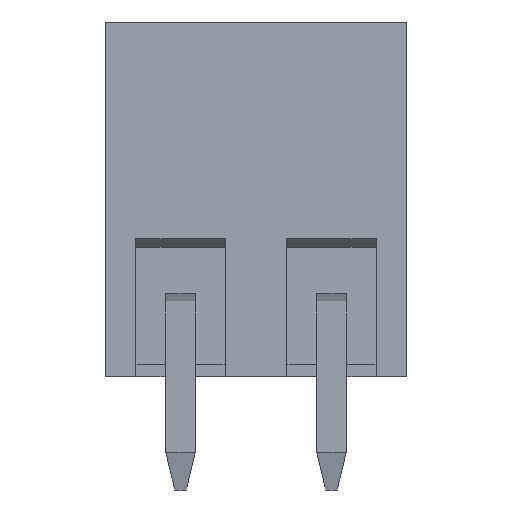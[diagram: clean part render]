
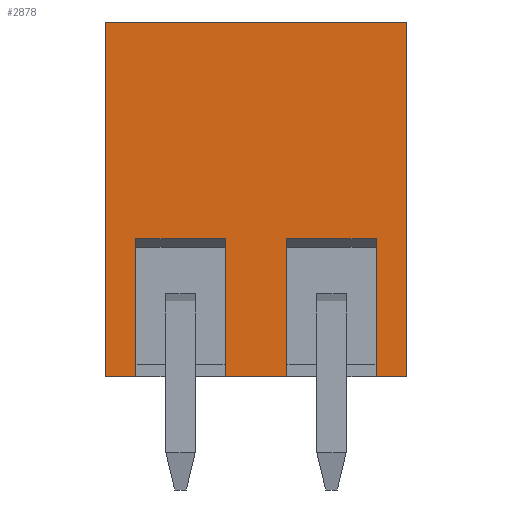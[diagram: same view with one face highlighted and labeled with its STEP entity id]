
A CAD part, front view. The second image highlights one B-rep face of the part: STEP entity #2878.
In plain terms, the highlighted planar face has unit normal (0, -1, 0).
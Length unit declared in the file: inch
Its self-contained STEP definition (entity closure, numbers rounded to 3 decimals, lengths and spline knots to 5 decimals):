
#9=DIRECTION('',(0.,0.,-1.));
#10=VECTOR('',#9,0.47);
#11=CARTESIAN_POINT('',(-0.2,0.,0.47));
#12=LINE('',#11,#10);
#705=DIRECTION('',(0.,0.,1.));
#706=VECTOR('',#705,0.183);
#707=CARTESIAN_POINT('',(-0.159,0.,0.));
#708=LINE('',#707,#706);
#709=DIRECTION('',(1.,0.,0.));
#710=VECTOR('',#709,0.4);
#711=CARTESIAN_POINT('',(-0.2,0.,0.47));
#712=LINE('',#711,#710);
#713=DIRECTION('',(0.,0.,1.));
#714=VECTOR('',#713,0.183);
#715=CARTESIAN_POINT('',(0.159,0.,0.));
#716=LINE('',#715,#714);
#717=DIRECTION('',(1.,0.,0.));
#718=VECTOR('',#717,0.118);
#719=CARTESIAN_POINT('',(0.041,0.,0.183));
#720=LINE('',#719,#718);
#721=DIRECTION('',(0.,0.,1.));
#722=VECTOR('',#721,0.183);
#723=CARTESIAN_POINT('',(0.041,0.,0.));
#724=LINE('',#723,#722);
#725=DIRECTION('',(0.,0.,1.));
#726=VECTOR('',#725,0.183);
#727=CARTESIAN_POINT('',(-0.041,0.,0.));
#728=LINE('',#727,#726);
#729=DIRECTION('',(1.,0.,0.));
#730=VECTOR('',#729,0.118);
#731=CARTESIAN_POINT('',(-0.159,0.,0.183));
#732=LINE('',#731,#730);
#745=DIRECTION('',(1.,0.,0.));
#746=VECTOR('',#745,0.082);
#747=CARTESIAN_POINT('',(-0.041,0.,0.));
#748=LINE('',#747,#746);
#761=DIRECTION('',(1.,0.,0.));
#762=VECTOR('',#761,0.041);
#763=CARTESIAN_POINT('',(0.159,0.,0.));
#764=LINE('',#763,#762);
#765=DIRECTION('',(1.,0.,0.));
#766=VECTOR('',#765,0.041);
#767=CARTESIAN_POINT('',(-0.2,0.,0.));
#768=LINE('',#767,#766);
#1135=DIRECTION('',(0.,0.,-1.));
#1136=VECTOR('',#1135,0.47);
#1137=CARTESIAN_POINT('',(0.2,0.,0.47));
#1138=LINE('',#1137,#1136);
#1491=CARTESIAN_POINT('',(-0.2,0.,0.47));
#1492=CARTESIAN_POINT('',(-0.2,0.,0.));
#1493=VERTEX_POINT('',#1491);
#1494=VERTEX_POINT('',#1492);
#1505=CARTESIAN_POINT('',(0.2,0.,0.47));
#1506=CARTESIAN_POINT('',(0.2,0.,0.));
#1507=VERTEX_POINT('',#1505);
#1508=VERTEX_POINT('',#1506);
#1626=CARTESIAN_POINT('',(0.041,0.,0.));
#1627=CARTESIAN_POINT('',(0.041,0.,0.183));
#1628=VERTEX_POINT('',#1626);
#1629=VERTEX_POINT('',#1627);
#1630=CARTESIAN_POINT('',(0.159,0.,0.));
#1631=CARTESIAN_POINT('',(0.159,0.,0.183));
#1632=VERTEX_POINT('',#1630);
#1633=VERTEX_POINT('',#1631);
#1836=CARTESIAN_POINT('',(-0.159,0.,0.));
#1837=CARTESIAN_POINT('',(-0.159,0.,0.183));
#1838=VERTEX_POINT('',#1836);
#1839=VERTEX_POINT('',#1837);
#1840=CARTESIAN_POINT('',(-0.041,0.,0.));
#1841=CARTESIAN_POINT('',(-0.041,0.,0.183));
#1842=VERTEX_POINT('',#1840);
#1843=VERTEX_POINT('',#1841);
#2849=CARTESIAN_POINT('',(-0.2,0.,0.47));
#2850=DIRECTION('',(0.,-1.,0.));
#2851=DIRECTION('',(0.,0.,-1.));
#2852=AXIS2_PLACEMENT_3D('',#2849,#2850,#2851);
#2853=PLANE('',#2852);
#2854=ORIENTED_EDGE('',*,*,#2836,.F.);
#2856=ORIENTED_EDGE('',*,*,#2855,.F.);
#2857=ORIENTED_EDGE('',*,*,#1954,.F.);
#2859=ORIENTED_EDGE('',*,*,#2858,.T.);
#2861=ORIENTED_EDGE('',*,*,#2860,.T.);
#2863=ORIENTED_EDGE('',*,*,#2862,.F.);
#2865=ORIENTED_EDGE('',*,*,#2864,.T.);
#2867=ORIENTED_EDGE('',*,*,#2866,.F.);
#2869=ORIENTED_EDGE('',*,*,#2868,.F.);
#2871=ORIENTED_EDGE('',*,*,#2870,.F.);
#2873=ORIENTED_EDGE('',*,*,#2872,.T.);
#2875=ORIENTED_EDGE('',*,*,#2874,.F.);
#2876=EDGE_LOOP('',(#2854,#2856,#2857,#2859,#2861,#2863,#2865,#2867,#2869,#2871,
#2873,#2875));
#2877=FACE_OUTER_BOUND('',#2876,.F.);
#2878=ADVANCED_FACE('',(#2877),#2853,.T.);
#1954=EDGE_CURVE('',#1493,#1494,#12,.T.);
#2836=EDGE_CURVE('',#1838,#1839,#708,.T.);
#2855=EDGE_CURVE('',#1494,#1838,#768,.T.);
#2858=EDGE_CURVE('',#1493,#1507,#712,.T.);
#2860=EDGE_CURVE('',#1507,#1508,#1138,.T.);
#2862=EDGE_CURVE('',#1632,#1508,#764,.T.);
#2864=EDGE_CURVE('',#1632,#1633,#716,.T.);
#2866=EDGE_CURVE('',#1629,#1633,#720,.T.);
#2868=EDGE_CURVE('',#1628,#1629,#724,.T.);
#2870=EDGE_CURVE('',#1842,#1628,#748,.T.);
#2872=EDGE_CURVE('',#1842,#1843,#728,.T.);
#2874=EDGE_CURVE('',#1839,#1843,#732,.T.);
